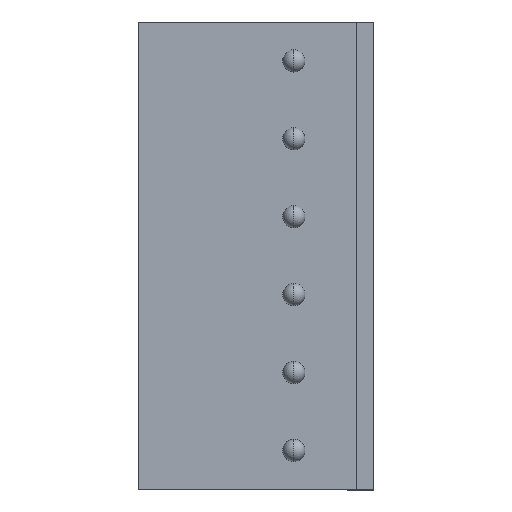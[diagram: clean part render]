
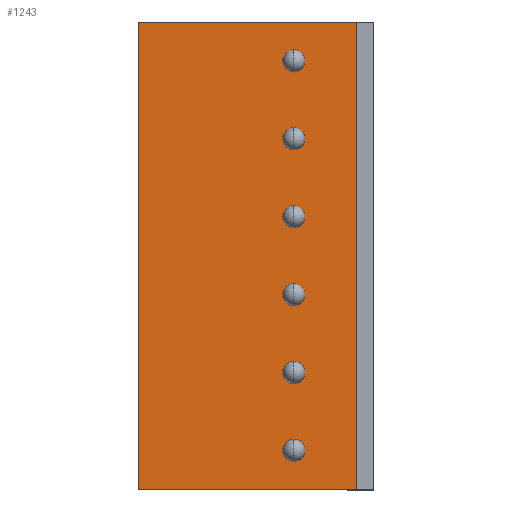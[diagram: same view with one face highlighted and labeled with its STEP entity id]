
A CAD part, top view. The second image highlights one B-rep face of the part: STEP entity #1243.
In plain terms, the highlighted planar face has unit normal (0, 0, 1).
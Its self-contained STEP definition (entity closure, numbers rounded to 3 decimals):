
#1=DIRECTION('',(1.,0.,0.));
#2=VECTOR('',#1,9.8);
#3=CARTESIAN_POINT('',(0.,0.,0.));
#4=LINE('',#3,#2);
#33=DIRECTION('',(0.,1.,0.));
#34=VECTOR('',#33,21.);
#35=CARTESIAN_POINT('',(0.,0.,0.));
#36=LINE('',#35,#34);
#37=CARTESIAN_POINT('',(7.,19.25,0.));
#38=DIRECTION('',(0.,0.,1.));
#39=DIRECTION('',(0.,-1.,0.));
#40=AXIS2_PLACEMENT_3D('',#37,#38,#39);
#42=CARTESIAN_POINT('',(7.,19.25,0.));
#43=DIRECTION('',(0.,0.,1.));
#44=DIRECTION('',(0.,1.,0.));
#45=AXIS2_PLACEMENT_3D('',#42,#43,#44);
#47=CARTESIAN_POINT('',(7.,15.75,0.));
#48=DIRECTION('',(0.,0.,1.));
#49=DIRECTION('',(0.,-1.,0.));
#50=AXIS2_PLACEMENT_3D('',#47,#48,#49);
#52=CARTESIAN_POINT('',(7.,15.75,0.));
#53=DIRECTION('',(0.,0.,1.));
#54=DIRECTION('',(0.,1.,0.));
#55=AXIS2_PLACEMENT_3D('',#52,#53,#54);
#57=CARTESIAN_POINT('',(7.,12.25,0.));
#58=DIRECTION('',(0.,0.,1.));
#59=DIRECTION('',(0.,-1.,0.));
#60=AXIS2_PLACEMENT_3D('',#57,#58,#59);
#62=CARTESIAN_POINT('',(7.,12.25,0.));
#63=DIRECTION('',(0.,0.,1.));
#64=DIRECTION('',(0.,1.,0.));
#65=AXIS2_PLACEMENT_3D('',#62,#63,#64);
#67=CARTESIAN_POINT('',(7.,8.75,0.));
#68=DIRECTION('',(0.,0.,1.));
#69=DIRECTION('',(0.,-1.,0.));
#70=AXIS2_PLACEMENT_3D('',#67,#68,#69);
#72=CARTESIAN_POINT('',(7.,8.75,0.));
#73=DIRECTION('',(0.,0.,1.));
#74=DIRECTION('',(0.,1.,0.));
#75=AXIS2_PLACEMENT_3D('',#72,#73,#74);
#77=CARTESIAN_POINT('',(7.,5.25,0.));
#78=DIRECTION('',(0.,0.,1.));
#79=DIRECTION('',(0.,-1.,0.));
#80=AXIS2_PLACEMENT_3D('',#77,#78,#79);
#82=CARTESIAN_POINT('',(7.,5.25,0.));
#83=DIRECTION('',(0.,0.,1.));
#84=DIRECTION('',(0.,1.,0.));
#85=AXIS2_PLACEMENT_3D('',#82,#83,#84);
#87=CARTESIAN_POINT('',(7.,1.75,0.));
#88=DIRECTION('',(0.,0.,1.));
#89=DIRECTION('',(0.,-1.,0.));
#90=AXIS2_PLACEMENT_3D('',#87,#88,#89);
#92=CARTESIAN_POINT('',(7.,1.75,0.));
#93=DIRECTION('',(0.,0.,1.));
#94=DIRECTION('',(0.,1.,0.));
#95=AXIS2_PLACEMENT_3D('',#92,#93,#94);
#821=DIRECTION('',(0.,1.,0.));
#822=VECTOR('',#821,21.);
#823=CARTESIAN_POINT('',(9.8,0.,0.));
#824=LINE('',#823,#822);
#825=DIRECTION('',(1.,0.,0.));
#826=VECTOR('',#825,9.8);
#827=CARTESIAN_POINT('',(0.,21.,0.));
#828=LINE('',#827,#826);
#905=CARTESIAN_POINT('',(0.,0.,0.));
#906=CARTESIAN_POINT('',(9.8,0.,0.));
#907=VERTEX_POINT('',#905);
#908=VERTEX_POINT('',#906);
#921=CARTESIAN_POINT('',(0.,21.,0.));
#922=CARTESIAN_POINT('',(9.8,21.,0.));
#923=VERTEX_POINT('',#921);
#924=VERTEX_POINT('',#922);
#937=CARTESIAN_POINT('',(7.,18.75,0.));
#938=CARTESIAN_POINT('',(7.,19.75,0.));
#939=VERTEX_POINT('',#937);
#940=VERTEX_POINT('',#938);
#957=CARTESIAN_POINT('',(7.,15.25,0.));
#958=CARTESIAN_POINT('',(7.,16.25,0.));
#959=VERTEX_POINT('',#957);
#960=VERTEX_POINT('',#958);
#977=CARTESIAN_POINT('',(7.,11.75,0.));
#978=CARTESIAN_POINT('',(7.,12.75,0.));
#979=VERTEX_POINT('',#977);
#980=VERTEX_POINT('',#978);
#997=CARTESIAN_POINT('',(7.,8.25,0.));
#998=CARTESIAN_POINT('',(7.,9.25,0.));
#999=VERTEX_POINT('',#997);
#1000=VERTEX_POINT('',#998);
#1017=CARTESIAN_POINT('',(7.,4.75,0.));
#1018=CARTESIAN_POINT('',(7.,5.75,0.));
#1019=VERTEX_POINT('',#1017);
#1020=VERTEX_POINT('',#1018);
#1037=CARTESIAN_POINT('',(7.,1.25,0.));
#1038=CARTESIAN_POINT('',(7.,2.25,0.));
#1039=VERTEX_POINT('',#1037);
#1040=VERTEX_POINT('',#1038);
#1193=CARTESIAN_POINT('',(0.,0.,0.));
#1194=DIRECTION('',(0.,0.,1.));
#1195=DIRECTION('',(1.,0.,0.));
#1196=AXIS2_PLACEMENT_3D('',#1193,#1194,#1195);
#1197=PLANE('',#1196);
#1198=ORIENTED_EDGE('',*,*,#1174,.F.);
#1200=ORIENTED_EDGE('',*,*,#1199,.T.);
#1202=ORIENTED_EDGE('',*,*,#1201,.T.);
#1204=ORIENTED_EDGE('',*,*,#1203,.F.);
#1205=EDGE_LOOP('',(#1198,#1200,#1202,#1204));
#1206=FACE_OUTER_BOUND('',#1205,.F.);
#1208=ORIENTED_EDGE('',*,*,#1207,.T.);
#1210=ORIENTED_EDGE('',*,*,#1209,.T.);
#1211=EDGE_LOOP('',(#1208,#1210));
#1212=FACE_BOUND('',#1211,.F.);
#1214=ORIENTED_EDGE('',*,*,#1213,.T.);
#1216=ORIENTED_EDGE('',*,*,#1215,.T.);
#1217=EDGE_LOOP('',(#1214,#1216));
#1218=FACE_BOUND('',#1217,.F.);
#1220=ORIENTED_EDGE('',*,*,#1219,.T.);
#1222=ORIENTED_EDGE('',*,*,#1221,.T.);
#1223=EDGE_LOOP('',(#1220,#1222));
#1224=FACE_BOUND('',#1223,.F.);
#1226=ORIENTED_EDGE('',*,*,#1225,.T.);
#1228=ORIENTED_EDGE('',*,*,#1227,.T.);
#1229=EDGE_LOOP('',(#1226,#1228));
#1230=FACE_BOUND('',#1229,.F.);
#1232=ORIENTED_EDGE('',*,*,#1231,.T.);
#1234=ORIENTED_EDGE('',*,*,#1233,.T.);
#1235=EDGE_LOOP('',(#1232,#1234));
#1236=FACE_BOUND('',#1235,.F.);
#1238=ORIENTED_EDGE('',*,*,#1237,.T.);
#1240=ORIENTED_EDGE('',*,*,#1239,.T.);
#1241=EDGE_LOOP('',(#1238,#1240));
#1242=FACE_BOUND('',#1241,.F.);
#1243=ADVANCED_FACE('',(#1206,#1212,#1218,#1224,#1230,#1236,#1242),#1197,.T.);
#41=CIRCLE('',#40,0.5);
#46=CIRCLE('',#45,0.5);
#51=CIRCLE('',#50,0.5);
#56=CIRCLE('',#55,0.5);
#61=CIRCLE('',#60,0.5);
#66=CIRCLE('',#65,0.5);
#71=CIRCLE('',#70,0.5);
#76=CIRCLE('',#75,0.5);
#81=CIRCLE('',#80,0.5);
#86=CIRCLE('',#85,0.5);
#91=CIRCLE('',#90,0.5);
#96=CIRCLE('',#95,0.5);
#1174=EDGE_CURVE('',#907,#908,#4,.T.);
#1199=EDGE_CURVE('',#907,#923,#36,.T.);
#1201=EDGE_CURVE('',#923,#924,#828,.T.);
#1203=EDGE_CURVE('',#908,#924,#824,.T.);
#1207=EDGE_CURVE('',#939,#940,#41,.T.);
#1209=EDGE_CURVE('',#940,#939,#46,.T.);
#1213=EDGE_CURVE('',#959,#960,#51,.T.);
#1215=EDGE_CURVE('',#960,#959,#56,.T.);
#1219=EDGE_CURVE('',#979,#980,#61,.T.);
#1221=EDGE_CURVE('',#980,#979,#66,.T.);
#1225=EDGE_CURVE('',#999,#1000,#71,.T.);
#1227=EDGE_CURVE('',#1000,#999,#76,.T.);
#1231=EDGE_CURVE('',#1019,#1020,#81,.T.);
#1233=EDGE_CURVE('',#1020,#1019,#86,.T.);
#1237=EDGE_CURVE('',#1039,#1040,#91,.T.);
#1239=EDGE_CURVE('',#1040,#1039,#96,.T.);
